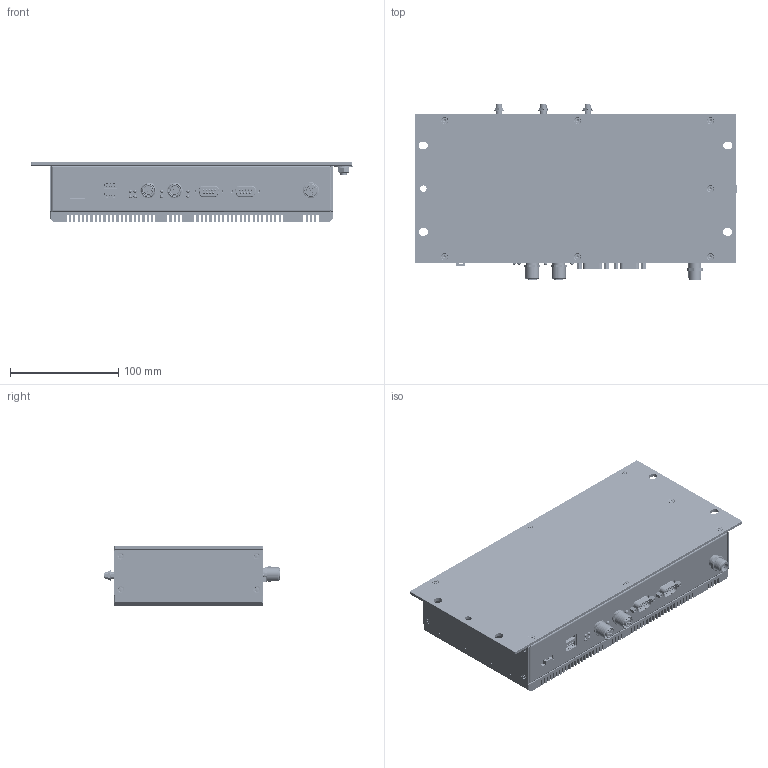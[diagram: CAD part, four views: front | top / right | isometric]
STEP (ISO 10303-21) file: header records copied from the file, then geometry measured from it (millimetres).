
FILE_DESCRIPTION((''),'2;1');
FILE_NAME('IPC_RSL81.stp','2018-03-21T15:14:23',('PC107_User'),(''),'Autodesk Inventor 2013','Autodesk Inventor 2013','');
FILE_SCHEMA(('AUTOMOTIVE_DESIGN { 1 0 10303 214 1 1 1 1 }'));
Length unit declared in the file: millimetre
Products named in the file (1): IPC_RSL81_Shrinkwrap_1
Bounding box: 298.6 x 163 x 55 mm (x, y, z)
Volume: 446076 mm3; surface area: 348818.8 mm2
Topology: 41 solids, 62 shells, 8429 faces, 23454 edges, 15224 vertices
Faces by surface type: plane 5410, cylinder 1899, cone 556, bspline 327, sphere 122, torus 107, revolution 8
Full cylindrical faces by diameter (mm): 0.5 x3, 0.625 x3, 0.985 x3, 1 x34, 1.02 x8, 1.05 x18, 1.1 x8, 1.2 x1, 1.265 x6, 1.275 x9, 1.5 x8, 1.91 x4, 2 x21, 2.1 x4, 2.156 x4, 2.325 x3, 2.4 x4, 2.459 x21, 2.464 x4, 2.5 x4, 2.6 x4, 2.845 x4, 3 x22, 3.099 x4, 3.2 x4, 3.3 x12, 3.4 x22, 3.5 x11, 3.7 x4, 3.8 x4
Entity records: 289364 total; most frequent: CARTESIAN_POINT 70309, ORIENTED_EDGE 44845, DIRECTION 42393, EDGE_CURVE 22433, VECTOR 15243, LINE 15243, VERTEX_POINT 14929, AXIS2_PLACEMENT_3D 13571
